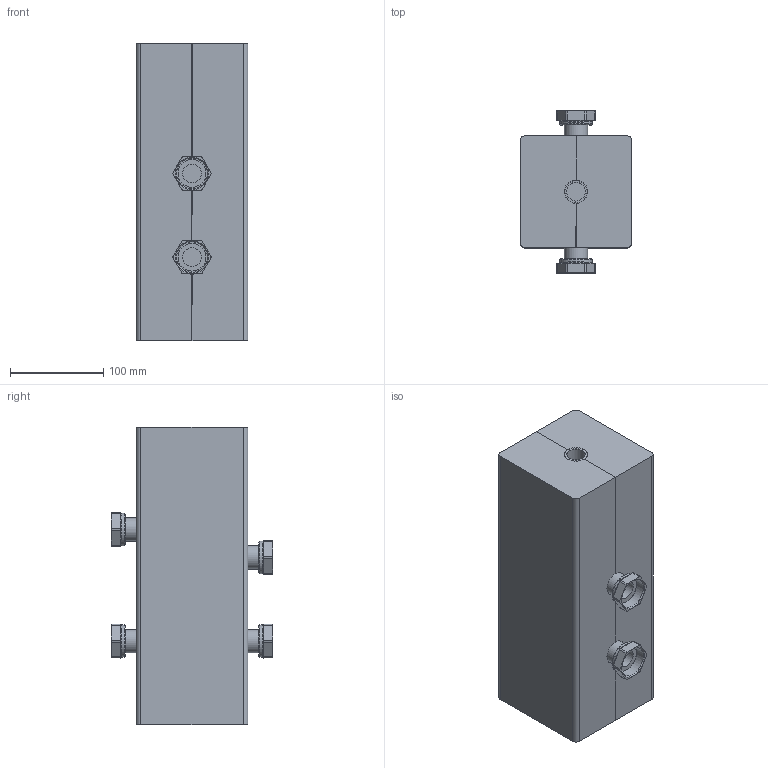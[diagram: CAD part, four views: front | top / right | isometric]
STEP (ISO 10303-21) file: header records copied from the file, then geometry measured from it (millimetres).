
FILE_DESCRIPTION(/* description */ (''),/* implementation_level */ '2;1');
FILE_NAME(/* name */ 'CPN60 DN20.stp',/* time_stamp */ '2015-09-18T19:23:40+02:00',/* author */ ('ARTUR'),/* organization */ (''),/* preprocessor_version */ 'ST-DEVELOPER v15.6',/* originating_system */ 'Autodesk Inventor 2015',/* authorisation */ '');
FILE_SCHEMA (('CONFIG_CONTROL_DESIGN'));
Length unit declared in the file: millimetre
Products named in the file (5): CPN60-01.00; nakrętka GW 1; CPN60-02.00; CPN60-02.00_MIR; CPN60 DN20
Bounding box: 120 x 174 x 320 mm (x, y, z)
Volume: 4552554.7 mm3; surface area: 419714.9 mm2
Topology: 7 solids, 7 shells, 206 faces, 498 edges, 328 vertices
Faces by surface type: plane 118, cylinder 76, torus 8, cone 4
Full cylindrical faces by diameter (mm): 20 x7, 24 x3, 25 x4, 25.5 x4, 30 x4, 33 x4, 35 x4
Entity records: 3681 total; most frequent: CARTESIAN_POINT 655, DIRECTION 640, ORIENTED_EDGE 532, EDGE_CURVE 266, AXIS2_PLACEMENT_3D 243, VERTEX_POINT 192, EDGE_LOOP 170, LINE 154
